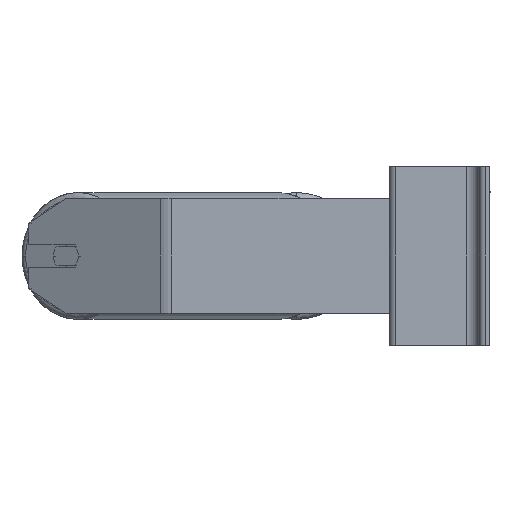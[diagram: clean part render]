
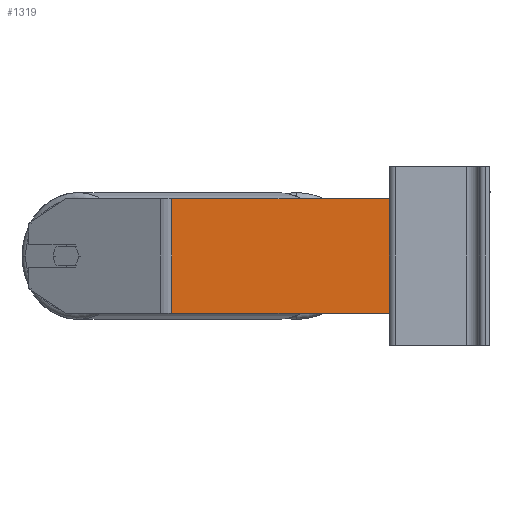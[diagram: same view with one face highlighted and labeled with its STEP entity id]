
A CAD part, left-side view. The second image highlights one B-rep face of the part: STEP entity #1319.
In plain terms, the highlighted planar face has unit normal (-1, 0, 0).
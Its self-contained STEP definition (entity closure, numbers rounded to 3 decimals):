
#58 = VECTOR ( 'NONE', #10002, 1000. ) ;
#282 = VERTEX_POINT ( 'NONE', #5044 ) ;
#394 = DIRECTION ( 'NONE',  ( 0., -1., 0. ) ) ;
#655 = ORIENTED_EDGE ( 'NONE', *, *, #4145, .F. ) ;
#855 = EDGE_CURVE ( 'NONE', #6467, #282, #7208, .T. ) ;
#1319 = ADVANCED_FACE ( 'NONE', ( #6024 ), #2137, .F. ) ;
#1854 = LINE ( 'NONE', #5260, #4978 ) ;
#2137 = PLANE ( 'NONE',  #7979 ) ;
#2493 = EDGE_LOOP ( 'NONE', ( #7432, #10230, #655, #3290 ) ) ;
#2758 = LINE ( 'NONE', #6101, #6824 ) ;
#3153 = EDGE_CURVE ( 'NONE', #7462, #282, #2758, .T. ) ;
#3290 = ORIENTED_EDGE ( 'NONE', *, *, #4667, .T. ) ;
#4145 = EDGE_CURVE ( 'NONE', #7705, #7462, #1854, .T. ) ;
#4667 = EDGE_CURVE ( 'NONE', #7705, #6467, #5715, .T. ) ;
#4978 = VECTOR ( 'NONE', #9174, 1000. ) ;
#5044 = CARTESIAN_POINT ( 'NONE',  ( -488., 18., -40. ) ) ;
#5260 = CARTESIAN_POINT ( 'NONE',  ( -488., 174.816, 40. ) ) ;
#5375 = DIRECTION ( 'NONE',  ( 0., 1., 0. ) ) ;
#5422 = VECTOR ( 'NONE', #394, 1000. ) ;
#5715 = LINE ( 'NONE', #8943, #58 ) ;
#6024 = FACE_OUTER_BOUND ( 'NONE', #2493, .T. ) ;
#6101 = CARTESIAN_POINT ( 'NONE',  ( -488., 18., 40. ) ) ;
#6467 = VERTEX_POINT ( 'NONE', #7067 ) ;
#6824 = VECTOR ( 'NONE', #9328, 1000. ) ;
#7067 = CARTESIAN_POINT ( 'NONE',  ( -488., 170.528, -40. ) ) ;
#7208 = LINE ( 'NONE', #10452, #5422 ) ;
#7432 = ORIENTED_EDGE ( 'NONE', *, *, #855, .T. ) ;
#7462 = VERTEX_POINT ( 'NONE', #9896 ) ;
#7705 = VERTEX_POINT ( 'NONE', #8227 ) ;
#7979 = AXIS2_PLACEMENT_3D ( 'NONE', #10055, #9396, #5375 ) ;
#8227 = CARTESIAN_POINT ( 'NONE',  ( -488., 170.528, 40. ) ) ;
#8943 = CARTESIAN_POINT ( 'NONE',  ( -488., 170.528, 40. ) ) ;
#9174 = DIRECTION ( 'NONE',  ( 0., -1., 0. ) ) ;
#9328 = DIRECTION ( 'NONE',  ( 0., 0., -1. ) ) ;
#9396 = DIRECTION ( 'NONE',  ( 1., 0., 0. ) ) ;
#9896 = CARTESIAN_POINT ( 'NONE',  ( -488., 18., 40. ) ) ;
#10002 = DIRECTION ( 'NONE',  ( 0., 0., -1. ) ) ;
#10055 = CARTESIAN_POINT ( 'NONE',  ( -488., 174.816, 40. ) ) ;
#10230 = ORIENTED_EDGE ( 'NONE', *, *, #3153, .F. ) ;
#10452 = CARTESIAN_POINT ( 'NONE',  ( -488., 174.816, -40. ) ) ;
